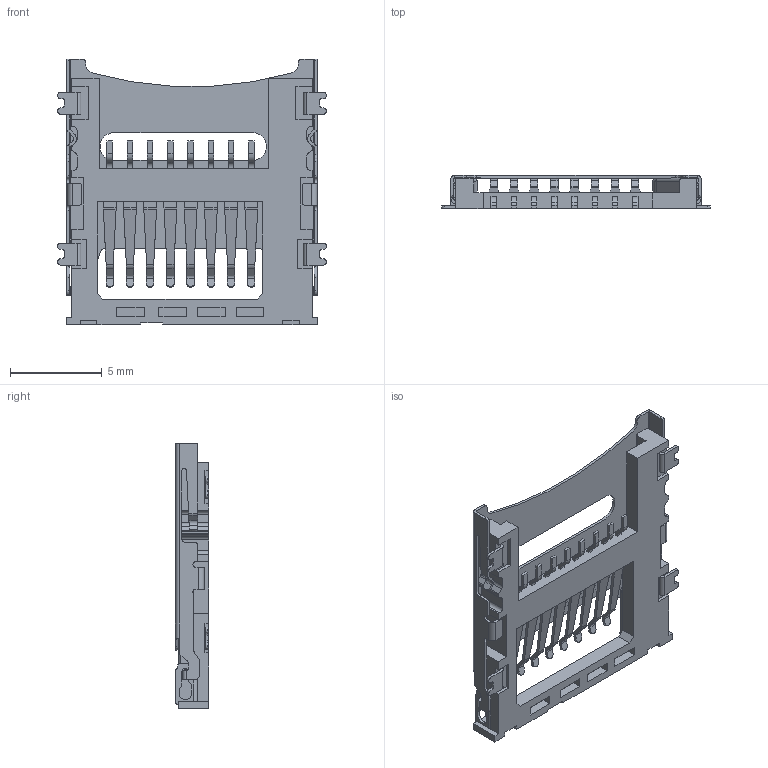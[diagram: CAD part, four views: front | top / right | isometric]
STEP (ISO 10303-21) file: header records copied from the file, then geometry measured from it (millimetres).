
FILE_DESCRIPTION (( 'STEP AP214' ), '1' );
FILE_NAME ('MEM2067-02-180-00-A.STEP', '2020-09-11T07:29:17', ( '' ), ( '' ), 'SwSTEP 2.0', 'SolidWorks 2017', '' );
FILE_SCHEMA (( 'AUTOMOTIVE_DESIGN' ));
Length unit declared in the file: millimetre
Products named in the file (1): MEM2067-02-180-00-A
Bounding box: 14.6 x 1.8 x 14.45 mm (x, y, z)
Volume: 105.1 mm3; surface area: 725 mm2
Topology: 16 solids, 16 shells, 840 faces, 2236 edges, 1436 vertices
Faces by surface type: plane 559, cylinder 267, bspline 8, torus 6
Entity records: 26101 total; most frequent: CARTESIAN_POINT 4829, ORIENTED_EDGE 4472, DIRECTION 4300, EDGE_CURVE 2236, LINE 1674, VECTOR 1674, VERTEX_POINT 1436, AXIS2_PLACEMENT_3D 1313
